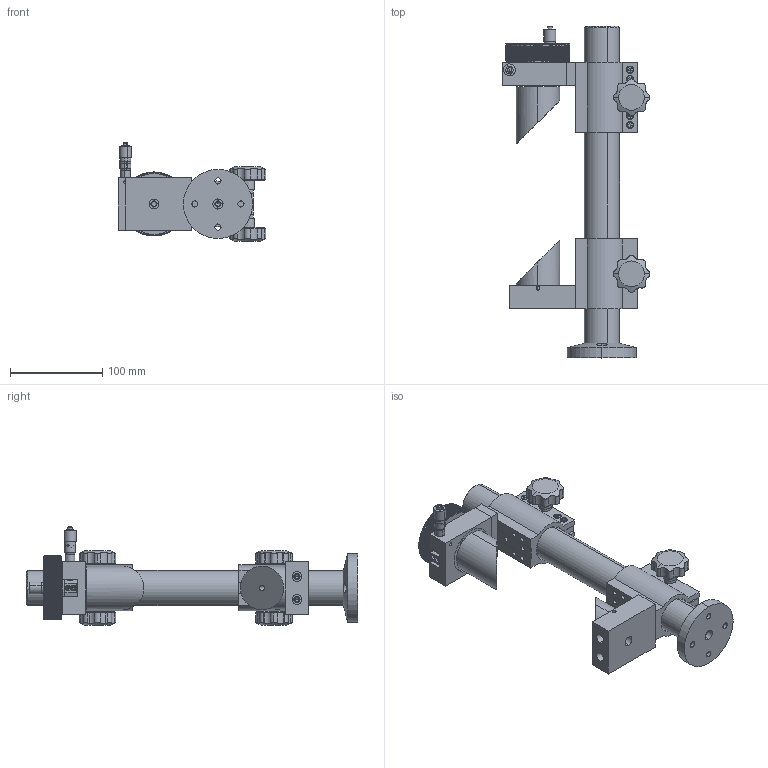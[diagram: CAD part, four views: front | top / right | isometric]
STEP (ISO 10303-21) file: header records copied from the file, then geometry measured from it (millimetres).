
FILE_DESCRIPTION (( 'STEP AP203' ), '1' );
FILE_NAME ('07BSD-2M.STEP', '2016-04-26T07:06:20', ( '' ), ( '' ), 'SwSTEP 2.0', 'SolidWorks 2016', '' );
FILE_SCHEMA (( 'CONFIG_CONTROL_DESIGN' ));
Products named in the file (1): 07BSD-2M
Bounding box: 160.6 x 360.46 x 107.04 mm (x, y, z)
Volume: 1035777.2 mm3; surface area: 253302.1 mm2
Topology: 41 solids, 41 shells, 2814 faces, 7513 edges, 4870 vertices
Faces by surface type: plane 1162, cylinder 712, cone 624, bspline 268, torus 36, sphere 12
Entity records: 113375 total; most frequent: CARTESIAN_POINT 45948, ORIENTED_EDGE 14838, DIRECTION 12800, EDGE_CURVE 7419, VERTEX_POINT 4858, AXIS2_PLACEMENT_3D 4688, VECTOR 3424, LINE 3424
